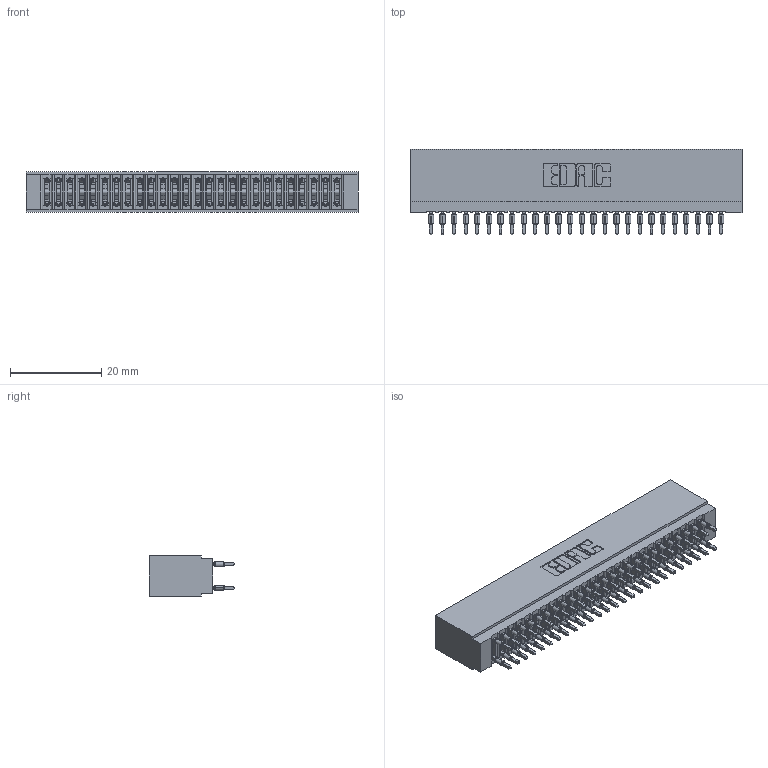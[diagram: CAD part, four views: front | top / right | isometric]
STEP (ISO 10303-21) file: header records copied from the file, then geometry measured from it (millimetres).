
FILE_DESCRIPTION (( 'STEP AP203' ), '1' );
FILE_NAME ('725-052-560-201.STEP', '2026-02-24T17:56:37', ( '' ), ( '' ), 'SwSTEP 2.0', 'SolidWorks 2023', '' );
FILE_SCHEMA (( 'CONFIG_CONTROL_DESIGN' ));
Length unit declared in the file: millimetre
Products named in the file (3): 725-052-560-201; 745-292-001_560; 725 Part_Insulator Option - 01
Assembly tree (53 placements, depth 2):
  725-052-560-201
    725 Part_Insulator Option - 01
    745-292-001_560  x52
Bounding box: 72.64 x 18.8 x 8.89 mm (x, y, z)
Volume: 6033.5 mm3; surface area: 13221.1 mm2
Topology: 53 solids, 53 shells, 5217 faces, 14268 edges, 9060 vertices
Faces by surface type: plane 2707, cylinder 1158, bspline 1040, torus 312
Entity records: 46243 total; most frequent: CARTESIAN_POINT 8529, ORIENTED_EDGE 7932, DIRECTION 6950, EDGE_CURVE 3966, VECTOR 3620, LINE 3620, VERTEX_POINT 2532, AXIS2_PLACEMENT_3D 1665
